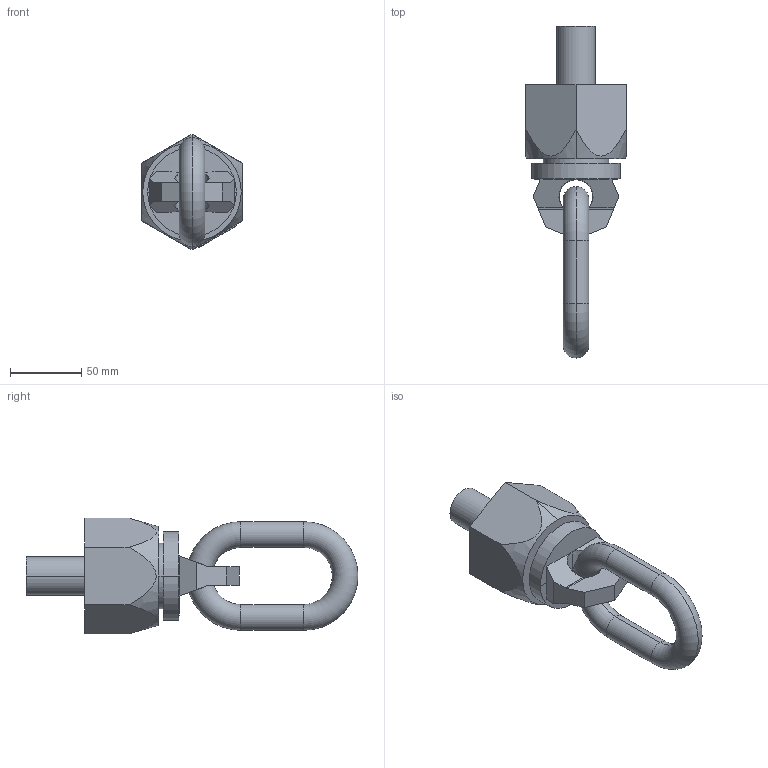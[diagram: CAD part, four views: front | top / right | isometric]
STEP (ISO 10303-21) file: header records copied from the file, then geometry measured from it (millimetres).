
FILE_DESCRIPTION((''),'2;1');
FILE_NAME('001-M31712-P-10','2015-01-30T',('Roland.Jakubetz'),(''),'PRO/ENGINEER BY PARAMETRIC TECHNOLOGY CORPORATION, 2010140','PRO/ENGINEER BY PARAMETRIC TECHNOLOGY CORPORATION, 2010140','');
FILE_SCHEMA(('CONFIG_CONTROL_DESIGN'));
Length unit declared in the file: millimetre
Products named in the file (1): 001-M31712-P-10
Bounding box: 70 x 232.36 x 80.83 mm (x, y, z)
Volume: 373705 mm3; surface area: 49752.3 mm2
Topology: 1 solids, 1 shells, 325 faces, 916 edges, 604 vertices
Faces by surface type: plane 299, cylinder 14, cone 8, torus 4
Entity records: 10538 total; most frequent: CARTESIAN_POINT 2117, ORIENTED_EDGE 1832, DIRECTION 1566, EDGE_CURVE 916, VECTOR 848, LINE 848, VERTEX_POINT 604, AXIS2_PLACEMENT_3D 359
